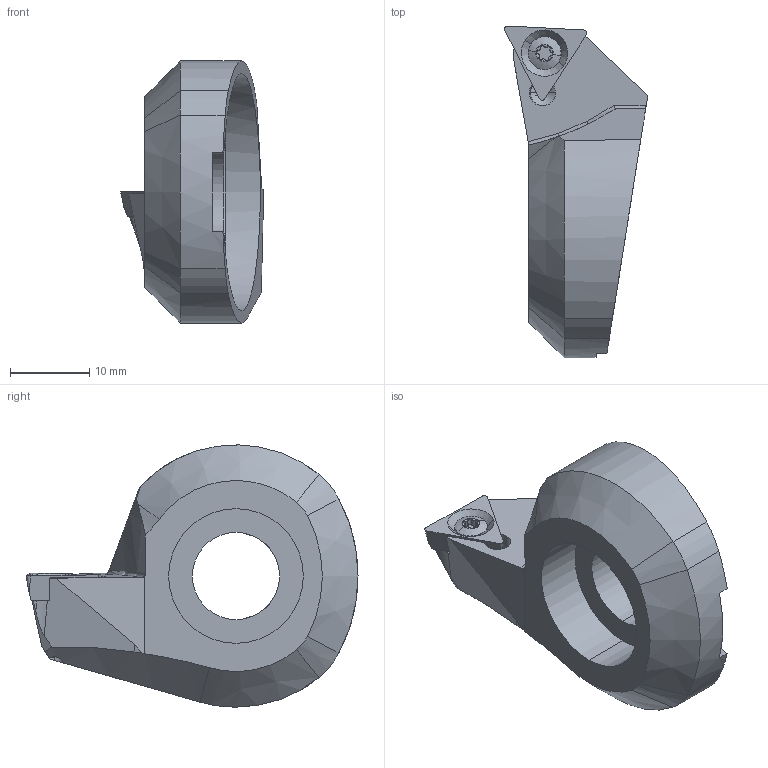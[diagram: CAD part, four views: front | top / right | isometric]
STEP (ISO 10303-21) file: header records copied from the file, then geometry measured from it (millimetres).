
FILE_DESCRIPTION (( 'STEP AP214' ), '1' );
FILE_NAME ('C16.030.067.T11.STEP', '2017-09-04T15:18:26', ( 'SWIAdmin' ), ( 'Hewlett-Packard Company' ), 'SwSTEP 2.0', 'SolidWorks 2017', '' );
FILE_SCHEMA (( 'AUTOMOTIVE_DESIGN' ));
Length unit declared in the file: millimetre
Products named in the file (4): C16.030.067.T11; F55-WTI.001.013_A_fertigbearbeitet; TPGH110304; WCA-ER2.001.007_A
Assembly tree (3 placements, depth 2):
  C16.030.067.T11
    F55-WTI.001.013_A_fertigbearbeitet
    TPGH110304
    WCA-ER2.001.007_A
Bounding box: 18.05 x 41.9 x 33.1 mm (x, y, z)
Volume: 7308.9 mm3; surface area: 3948 mm2
Topology: 3 solids, 3 shells, 107 faces, 286 edges, 180 vertices
Faces by surface type: cylinder 43, plane 32, cone 22, torus 8, sphere 2
Entity records: 3598 total; most frequent: CARTESIAN_POINT 814, ORIENTED_EDGE 562, DIRECTION 541, EDGE_CURVE 281, AXIS2_PLACEMENT_3D 207, VERTEX_POINT 180, VECTOR 127, LINE 127
